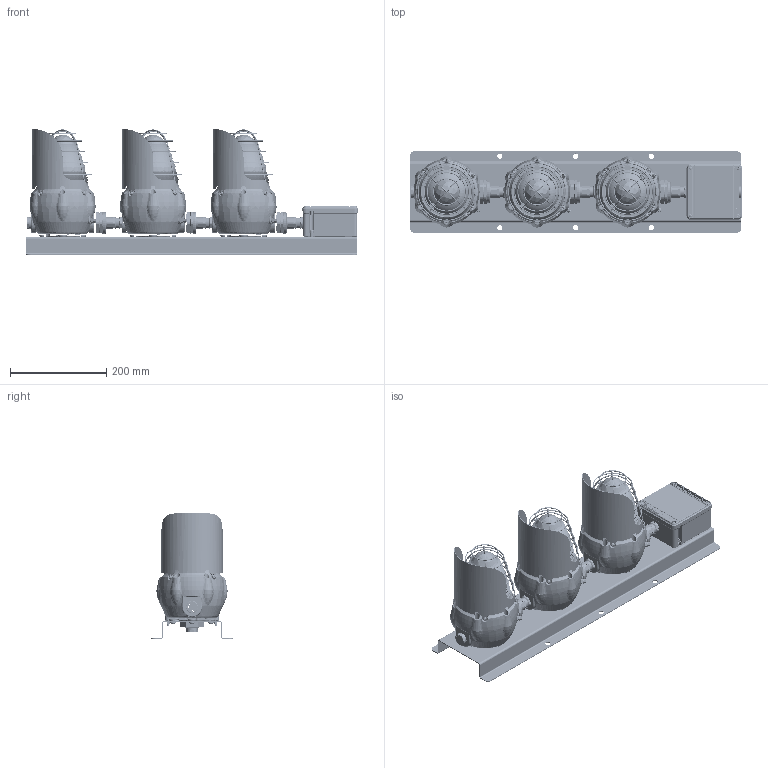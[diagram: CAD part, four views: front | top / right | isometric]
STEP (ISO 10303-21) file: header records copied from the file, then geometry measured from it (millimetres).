
FILE_DESCRIPTION (( 'STEP AP203' ), '1' );
FILE_NAME ('MS35 ohne YA90.STEP', '2017-11-20T15:53:01', ( '' ), ( '' ), 'SwSTEP 2.0', 'SolidWorks 2017', '' );
FILE_SCHEMA (( 'CONFIG_CONTROL_DESIGN' ));
Products named in the file (1): MS35 ohne YA90
Bounding box: 689.75 x 170 x 261 mm (x, y, z)
Surface area: 966288.9 mm2 (no closed solid volume)
Topology: 0 solids, 320 shells, 2760 faces, 14459 edges, 11643 vertices
Faces by surface type: plane 845, cylinder 728, torus 456, bspline 407, cone 252, sphere 72
Entity records: 218729 total; most frequent: CARTESIAN_POINT 116366, ORIENTED_EDGE 19818, DIRECTION 17958, EDGE_CURVE 14413, VERTEX_POINT 11643, AXIS2_PLACEMENT_3D 6072, LINE 5814, VECTOR 5814
